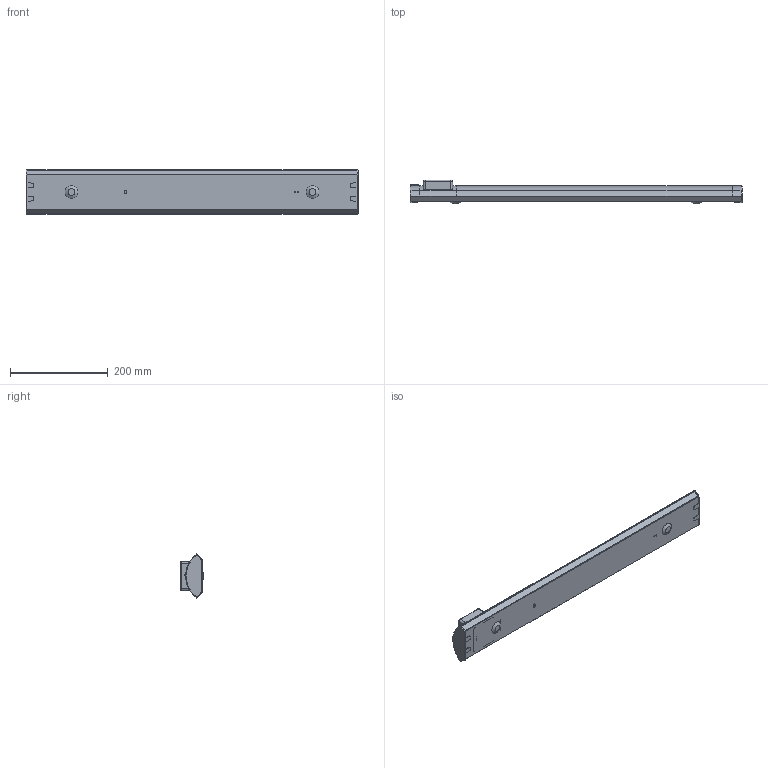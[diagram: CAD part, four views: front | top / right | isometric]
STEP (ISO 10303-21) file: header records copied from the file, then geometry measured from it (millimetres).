
FILE_DESCRIPTION (( 'STEP AP203' ), '1' );
FILE_NAME ('LLPO0-2011-1-13-K01 Ñâåòèëüíèê ËÏÎ2011 13Âò 230Â T5_G5 ÈÝÊ.STEP', '2017-06-29T12:20:11', ( '' ), ( '' ), 'SwSTEP 2.0', 'SolidWorks 2014', '' );
FILE_SCHEMA (( 'CONFIG_CONTROL_DESIGN' ));
Length unit declared in the file: millimetre
Products named in the file (1): LLPO0-2011-1-13-K01 Ñâåòèëüíèê ËÏÎ2011 13Âò 230Â T5_G5 ÈÝÊ
Bounding box: 679 x 47.7 x 90.06 mm (x, y, z)
Volume: 409343.3 mm3; surface area: 361693.5 mm2
Topology: 1 solids, 5 shells, 284 faces, 720 edges, 459 vertices
Faces by surface type: plane 142, cylinder 113, torus 15, bspline 8, sphere 4, cone 2
Full cylindrical faces by diameter (mm): 5 x3, 16 x1, 40.3 x1, 42.3 x1, 43 x1
Entity records: 9089 total; most frequent: CARTESIAN_POINT 2229, DIRECTION 1422, ORIENTED_EDGE 1396, EDGE_CURVE 698, AXIS2_PLACEMENT_3D 507, VERTEX_POINT 452, VECTOR 408, LINE 408
